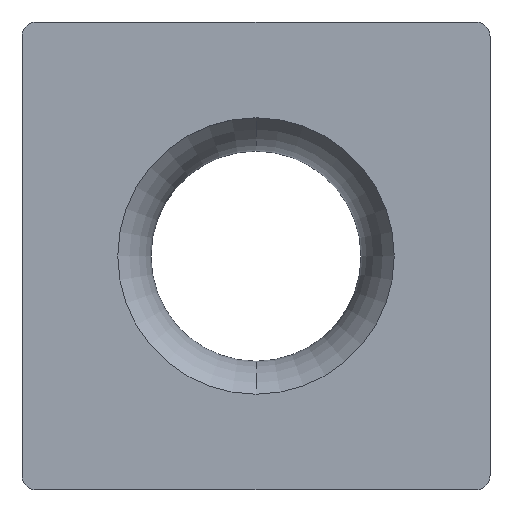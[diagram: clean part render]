
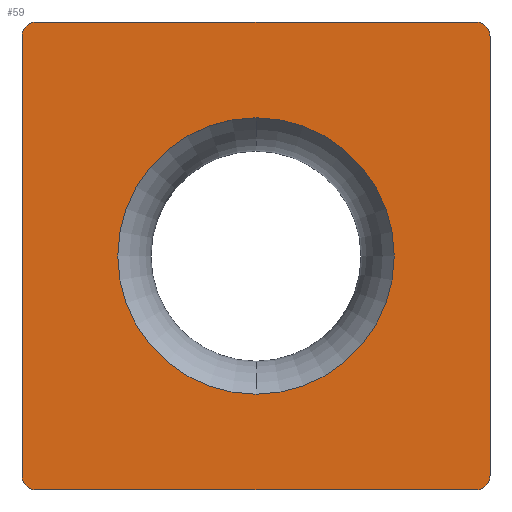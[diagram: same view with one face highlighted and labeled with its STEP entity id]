
A CAD part, top view. The second image highlights one B-rep face of the part: STEP entity #59.
In plain terms, the highlighted planar face has unit normal (0, 0, 1).
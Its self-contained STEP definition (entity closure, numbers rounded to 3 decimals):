
#59=ADVANCED_FACE('',(#81,#82),#75,.T.);
#75=PLANE('',#398);
#81=FACE_BOUND('',#85,.T.);
#82=FACE_BOUND('',#86,.T.);
#85=EDGE_LOOP('',(#103,#104,#105,#106,#107,#108,#109,#110));
#86=EDGE_LOOP('',(#111,#112));
#103=ORIENTED_EDGE('',*,*,#203,.F.);
#104=ORIENTED_EDGE('',*,*,#204,.F.);
#105=ORIENTED_EDGE('',*,*,#205,.F.);
#106=ORIENTED_EDGE('',*,*,#206,.F.);
#107=ORIENTED_EDGE('',*,*,#207,.F.);
#108=ORIENTED_EDGE('',*,*,#208,.F.);
#109=ORIENTED_EDGE('',*,*,#209,.F.);
#110=ORIENTED_EDGE('',*,*,#210,.F.);
#111=ORIENTED_EDGE('',*,*,#211,.F.);
#112=ORIENTED_EDGE('',*,*,#212,.F.);
#179=VERTEX_POINT('',#541);
#180=VERTEX_POINT('',#542);
#181=VERTEX_POINT('',#544);
#182=VERTEX_POINT('',#546);
#183=VERTEX_POINT('',#548);
#184=VERTEX_POINT('',#550);
#185=VERTEX_POINT('',#552);
#186=VERTEX_POINT('',#554);
#187=VERTEX_POINT('',#557);
#188=VERTEX_POINT('',#558);
#203=EDGE_CURVE('',#179,#180,#295,.T.);
#204=EDGE_CURVE('',#181,#179,#247,.T.);
#205=EDGE_CURVE('',#182,#181,#296,.T.);
#206=EDGE_CURVE('',#183,#182,#248,.T.);
#207=EDGE_CURVE('',#184,#183,#297,.T.);
#208=EDGE_CURVE('',#185,#184,#249,.T.);
#209=EDGE_CURVE('',#186,#185,#298,.T.);
#210=EDGE_CURVE('',#180,#186,#250,.T.);
#211=EDGE_CURVE('',#187,#188,#251,.T.);
#212=EDGE_CURVE('',#188,#187,#252,.T.);
#247=CIRCLE('',#392,0.4);
#248=CIRCLE('',#393,0.4);
#249=CIRCLE('',#394,0.4);
#250=CIRCLE('',#395,0.4);
#251=CIRCLE('',#396,3.75);
#252=CIRCLE('',#397,3.75);
#295=LINE('',#540,#323);
#296=LINE('',#545,#324);
#297=LINE('',#549,#325);
#298=LINE('',#553,#326);
#323=VECTOR('',#442,1.);
#324=VECTOR('',#445,1.);
#325=VECTOR('',#448,1.);
#326=VECTOR('',#451,1.);
#392=AXIS2_PLACEMENT_3D('',#543,#443,#444);
#393=AXIS2_PLACEMENT_3D('',#547,#446,#447);
#394=AXIS2_PLACEMENT_3D('',#551,#449,#450);
#395=AXIS2_PLACEMENT_3D('',#555,#452,#453);
#396=AXIS2_PLACEMENT_3D('',#556,#454,#455);
#397=AXIS2_PLACEMENT_3D('',#559,#456,#457);
#398=AXIS2_PLACEMENT_3D('',#560,#458,#459);
#442=DIRECTION('',(0.,1.,0.));
#443=DIRECTION('',(0.,0.,-1.));
#444=DIRECTION('',(0.,-1.,0.));
#445=DIRECTION('',(-1.,0.,0.));
#446=DIRECTION('',(0.,0.,-1.));
#447=DIRECTION('',(1.,0.,0.));
#448=DIRECTION('',(0.,-1.,0.));
#449=DIRECTION('',(0.,0.,-1.));
#450=DIRECTION('',(0.,1.,0.));
#451=DIRECTION('',(1.,0.,0.));
#452=DIRECTION('',(0.,0.,-1.));
#453=DIRECTION('',(-1.,0.,0.));
#454=DIRECTION('',(0.,0.,1.));
#455=DIRECTION('',(0.,-1.,0.));
#456=DIRECTION('',(0.,0.,1.));
#457=DIRECTION('',(0.,1.,0.));
#458=DIRECTION('',(0.,0.,1.));
#459=DIRECTION('',(-1.,0.,0.));
#540=CARTESIAN_POINT('',(-6.35,-5.95,0.));
#541=CARTESIAN_POINT('',(-6.35,-5.95,0.));
#542=CARTESIAN_POINT('',(-6.35,5.95,0.));
#543=CARTESIAN_POINT('',(-5.95,-5.95,0.));
#544=CARTESIAN_POINT('',(-5.95,-6.35,0.));
#545=CARTESIAN_POINT('',(5.95,-6.35,0.));
#546=CARTESIAN_POINT('',(5.95,-6.35,0.));
#547=CARTESIAN_POINT('',(5.95,-5.95,0.));
#548=CARTESIAN_POINT('',(6.35,-5.95,0.));
#549=CARTESIAN_POINT('',(6.35,5.95,0.));
#550=CARTESIAN_POINT('',(6.35,5.95,0.));
#551=CARTESIAN_POINT('',(5.95,5.95,0.));
#552=CARTESIAN_POINT('',(5.95,6.35,0.));
#553=CARTESIAN_POINT('',(-5.95,6.35,0.));
#554=CARTESIAN_POINT('',(-5.95,6.35,0.));
#555=CARTESIAN_POINT('',(-5.95,5.95,0.));
#556=CARTESIAN_POINT('',(0.,0.,0.));
#557=CARTESIAN_POINT('',(0.,-3.75,0.));
#558=CARTESIAN_POINT('',(0.,3.75,0.));
#559=CARTESIAN_POINT('',(0.,0.,0.));
#560=CARTESIAN_POINT('',(0.,0.,0.));
